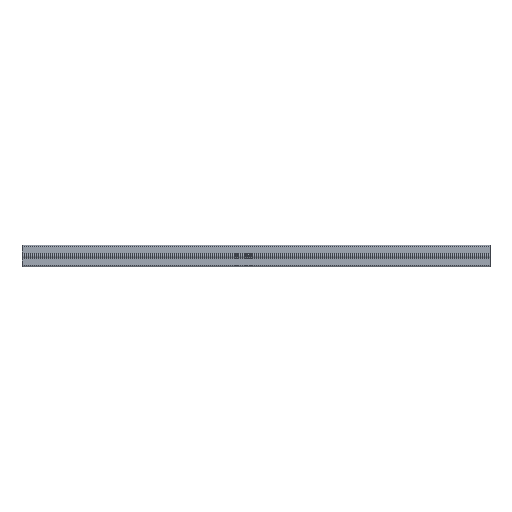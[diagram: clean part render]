
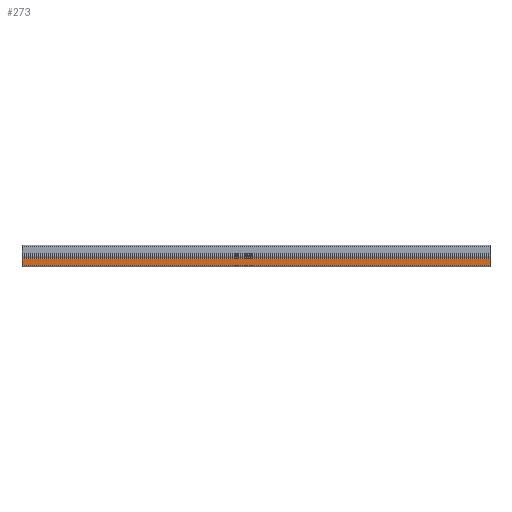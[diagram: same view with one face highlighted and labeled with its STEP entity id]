
A CAD part, left-side view. The second image highlights one B-rep face of the part: STEP entity #273.
In plain terms, the highlighted planar face has unit normal (-1, 0, 0).
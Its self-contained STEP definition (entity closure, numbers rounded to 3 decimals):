
#273=ADVANCED_FACE('',(#648),#649,.F.);
#648=FACE_OUTER_BOUND('',#1146,.T.);
#649=PLANE('',#1147);
#1146=EDGE_LOOP('',(#2710,#2711,#2712,#2713));
#1147=AXIS2_PLACEMENT_3D('',#2714,#2715,#2716);
#2710=ORIENTED_EDGE('',*,*,#4146,.F.);
#2711=ORIENTED_EDGE('',*,*,#4181,.F.);
#2712=ORIENTED_EDGE('',*,*,#3693,.F.);
#2713=ORIENTED_EDGE('',*,*,#4180,.T.);
#2714=CARTESIAN_POINT('',(-22.5,3500.0,-12.9));
#2715=DIRECTION('',(1.0,0.,0.));
#2716=DIRECTION('',(0.,0.,-1.0));
#3693=EDGE_CURVE('',#4533,#4535,#4536,.T.);
#4146=EDGE_CURVE('',#5338,#5340,#5341,.T.);
#4180=EDGE_CURVE('',#4533,#5340,#5390,.T.);
#4181=EDGE_CURVE('',#4535,#5338,#5391,.T.);
#4533=VERTEX_POINT('',#5791);
#4535=VERTEX_POINT('',#5793);
#4536=LINE('',#5794,#5795);
#5338=VERTEX_POINT('',#6849);
#5340=VERTEX_POINT('',#6851);
#5341=LINE('',#6852,#6853);
#5390=LINE('',#6926,#6927);
#5391=LINE('',#6928,#6929);
#5791=CARTESIAN_POINT('',(-22.5,1000.0,-19.5));
#5793=CARTESIAN_POINT('',(-22.5,1000.0,-6.3));
#5794=CARTESIAN_POINT('',(-22.5,1000.0,-12.9));
#5795=VECTOR('',#7423,1.0);
#6849=CARTESIAN_POINT('',(-22.5,0.0,-6.3));
#6851=CARTESIAN_POINT('',(-22.5,0.0,-19.5));
#6852=CARTESIAN_POINT('',(-22.5,0.0,-12.9));
#6853=VECTOR('',#8276,1.0);
#6926=CARTESIAN_POINT('',(-22.5,3500.0,-19.5));
#6927=VECTOR('',#8328,1.0);
#6928=CARTESIAN_POINT('',(-22.5,3500.0,-6.3));
#6929=VECTOR('',#8329,1.0);
#7423=DIRECTION('',(0.,0.,1.0));
#8276=DIRECTION('',(0.,0.,-1.0));
#8328=DIRECTION('',(0.,-1.0,0.0));
#8329=DIRECTION('',(0.,-1.0,0.0));
